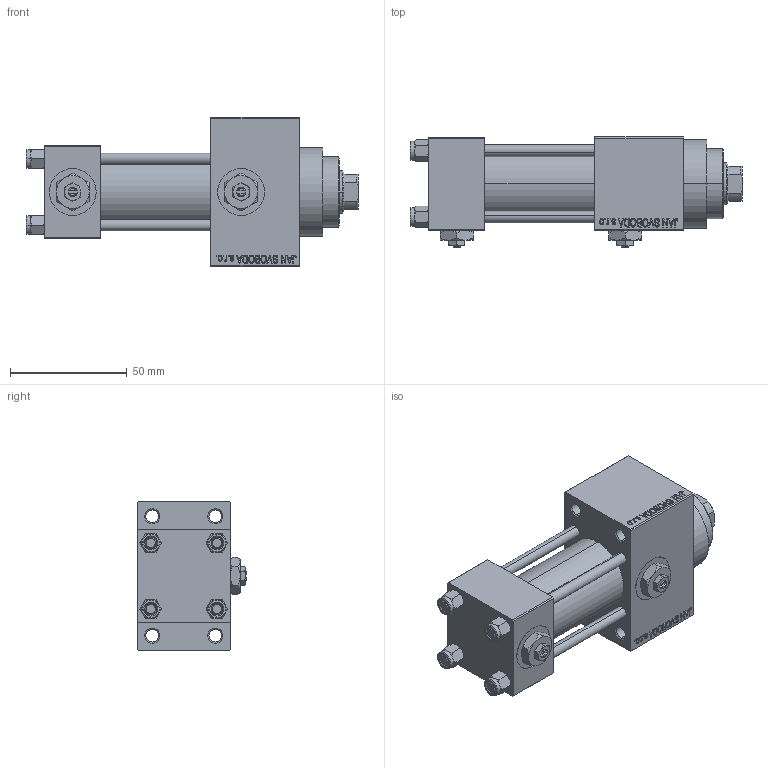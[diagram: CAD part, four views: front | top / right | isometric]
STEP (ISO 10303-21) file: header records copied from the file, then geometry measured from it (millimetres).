
FILE_DESCRIPTION (( 'STEP AP203' ), '1' );
FILE_NAME ('4be2.STEP', '2022-04-15T04:01:50', ( '' ), ( '' ), 'SwSTEP 2.0', 'SolidWorks 2019', '' );
FILE_SCHEMA (( 'CONFIG_CONTROL_DESIGN' ));
Length unit declared in the file: millimetre
Products named in the file (7): V215CR_VCP_D 29c1ca5eb9855552e7b4d81839d367e8; V215CR_D_TYCINKA 29c1ca5eb9855552e7b4d81839d367e8; V215CR_D_Body 29c1ca5eb9855552e7b4d81839d367e8; Zatka_pro_OIL_PORT 29c1ca5eb9855552e7b4d81839d367e8; V215_VC_A 29c1ca5eb9855552e7b4d81839d367e8; 4be2; NUT_M5_D 29c1ca5eb9855552e7b4d81839d367e8
Assembly tree (13 placements, depth 2):
  4be2
    V215CR_D_Body 29c1ca5eb9855552e7b4d81839d367e8
    V215CR_VCP_D 29c1ca5eb9855552e7b4d81839d367e8
    NUT_M5_D 29c1ca5eb9855552e7b4d81839d367e8  x4
    V215CR_D_TYCINKA 29c1ca5eb9855552e7b4d81839d367e8  x4
    V215_VC_A 29c1ca5eb9855552e7b4d81839d367e8
    Zatka_pro_OIL_PORT 29c1ca5eb9855552e7b4d81839d367e8  x2
Bounding box: 142 x 47 x 64 mm (x, y, z)
Volume: 179652.7 mm3; surface area: 65784.4 mm2
Topology: 13 solids, 13 shells, 1201 faces, 2966 edges, 1907 vertices
Faces by surface type: plane 541, bspline 368, cone 186, cylinder 98, torus 8
Entity records: 49045 total; most frequent: CARTESIAN_POINT 25621, ORIENTED_EDGE 5232, DIRECTION 3420, EDGE_CURVE 2616, VERTEX_POINT 1705, VECTOR 1548, LINE 1548, EDGE_LOOP 1177
